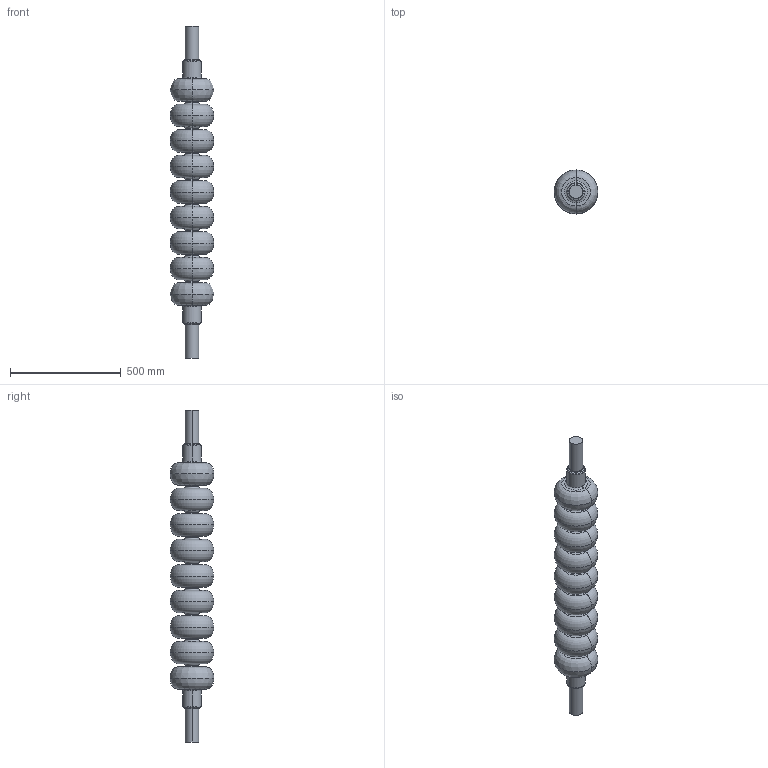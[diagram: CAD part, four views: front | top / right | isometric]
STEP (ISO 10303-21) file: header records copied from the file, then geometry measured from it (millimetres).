
FILE_DESCRIPTION( ( 'STEP AP203' ), '1' );
FILE_NAME( './ilcmesh_1body.stp', ' ', ( ' ' ), ( ' ' ), 'XStep 1.0', ' ', ' ' );
FILE_SCHEMA( ( 'CONFIG_CONTROL_DESIGN' ) );
Length unit declared in the file: millimetre
Products named in the file (1): 1
Bounding box: 197.78 x 197.78 x 1501.8 mm (x, y, z)
Volume: 25764587.2 mm3; surface area: 955615 mm2
Topology: 1 solids, 1 shells, 130 faces, 276 edges, 148 vertices
Faces by surface type: revolution 72, cone 40, cylinder 8, torus 8, plane 2
Entity records: 4547 total; most frequent: CARTESIAN_POINT 1740, DIRECTION 618, ORIENTED_EDGE 552, EDGE_CURVE 276, AXIS2_PLACEMENT_3D 249, VERTEX_POINT 148, ADVANCED_FACE 130, FACE_OUTER_BOUND 130
